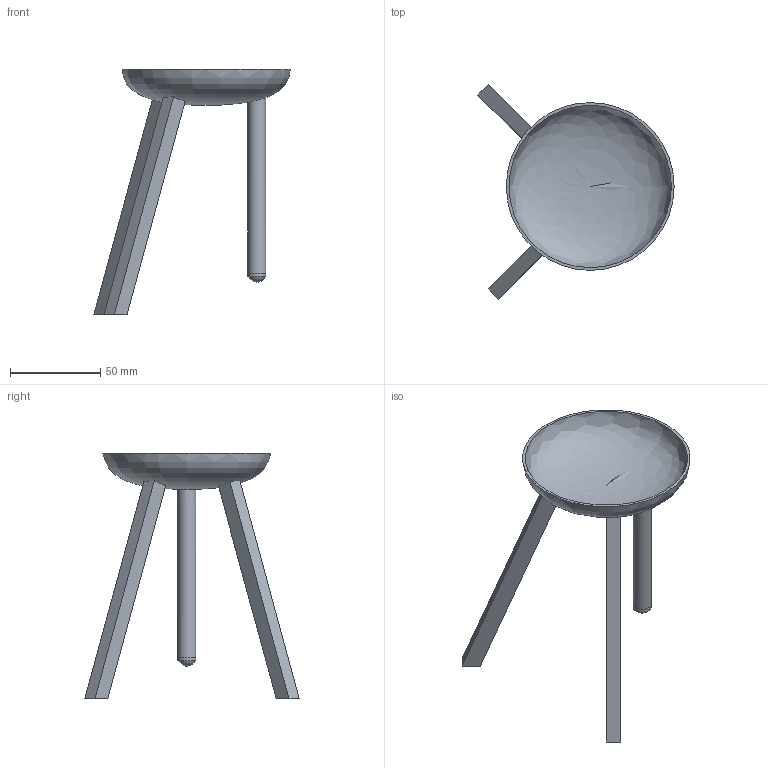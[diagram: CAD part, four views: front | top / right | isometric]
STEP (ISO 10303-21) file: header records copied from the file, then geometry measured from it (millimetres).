
FILE_DESCRIPTION(('FreeCAD Model'),'2;1');
FILE_NAME('Open CASCADE Shape Model','2025-09-18T18:55:48',(''),(''), 'Open CASCADE STEP processor 7.8','FreeCAD','Unknown');
FILE_SCHEMA(('AUTOMOTIVE_DESIGN { 1 0 10303 214 1 1 1 1 }'));
Length unit declared in the file: millimetre
Products named in the file (1): Fusion001
Bounding box: 108.73 x 118.79 x 136 mm (x, y, z)
Volume: 40191.5 mm3; surface area: 30277 mm2
Topology: 1 solids, 1 shells, 17 faces, 40 edges, 26 vertices
Faces by surface type: plane 12, revolution 2, cylinder 2, sphere 1
Full cylindrical faces by diameter (mm): 10 x2
Entity records: 2180 total; most frequent: CARTESIAN_POINT 1277, DIRECTION 118, ORIENTED_EDGE 74, PCURVE 74, DEFINITIONAL_REPRESENTATION 74, LINE 68, VECTOR 68, EDGE_CURVE 37
